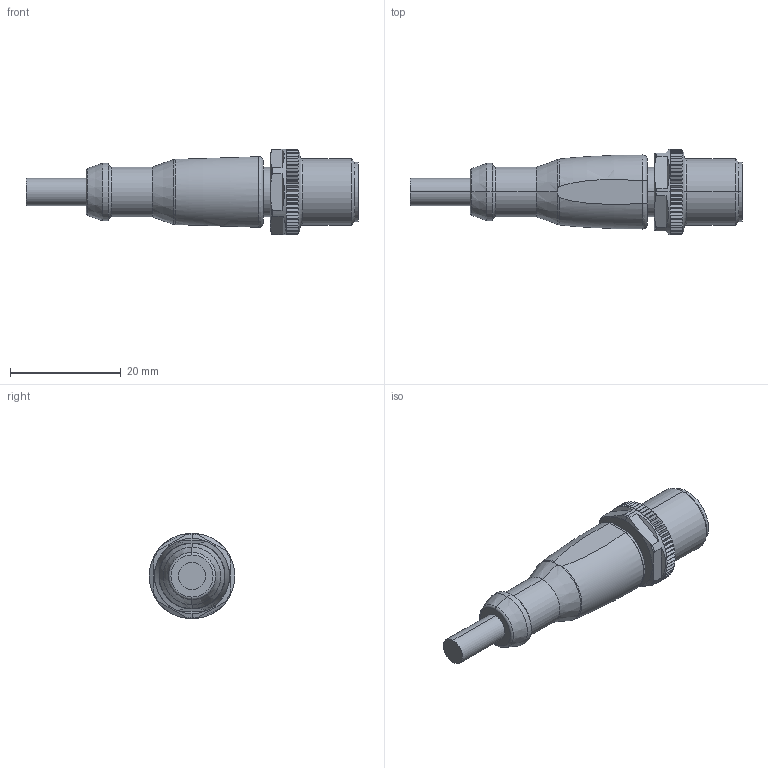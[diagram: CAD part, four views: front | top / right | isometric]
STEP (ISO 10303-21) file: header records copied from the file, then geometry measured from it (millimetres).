
FILE_DESCRIPTION(('HOOPS Exchange Step'),'2;1');
FILE_NAME('export-D52509FD-B58F-47E6-B3C8-98DDE3540DC9.stp','2025-01-28T14:44:45+01:00',('Gebruiker'),('Alibre'),'HOOPS Exchange 2023.0','Alibre','Unknown authorisation');
FILE_SCHEMA( ('AP242_MANAGED_MODEL_BASED_3D_ENGINEERING_MIM_LF {1 0 10303 442 1 1 4 }') );
Length unit declared in the file: millimetre
Products named in the file (1): 7135 EVC177 Straight Male M12 4-pole (20m)
Bounding box: 60 x 15.46 x 15.46 mm (x, y, z)
Volume: 5070 mm3; surface area: 2702.7 mm2
Topology: 1 solids, 1 shells, 265 faces, 753 edges, 488 vertices
Faces by surface type: plane 205, torus 25, cylinder 21, cone 14
Entity records: 8844 total; most frequent: CARTESIAN_POINT 2240, ORIENTED_EDGE 1490, DIRECTION 1322, EDGE_CURVE 745, VERTEX_POINT 488, AXIS2_PLACEMENT_3D 480, VECTOR 362, LINE 362
